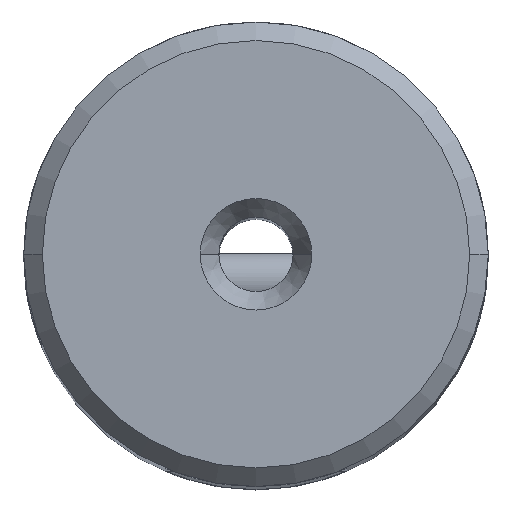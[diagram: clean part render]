
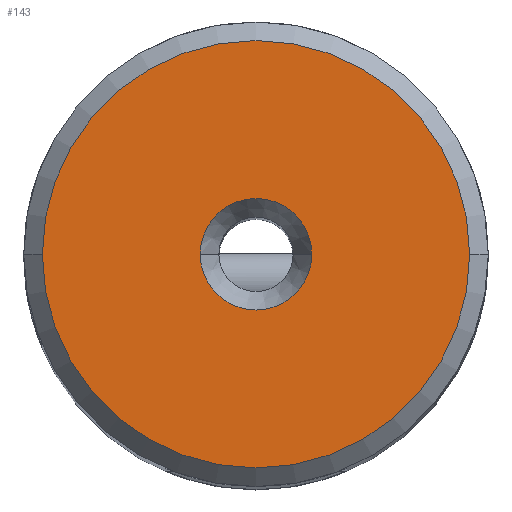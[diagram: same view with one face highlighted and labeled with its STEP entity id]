
A CAD part, top view. The second image highlights one B-rep face of the part: STEP entity #143.
In plain terms, the highlighted planar face has unit normal (0, 0, 1).
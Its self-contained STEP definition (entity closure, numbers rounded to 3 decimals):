
#35=PLANE('',#1688);
#60=FACE_BOUND('',#370,.T.);
#61=FACE_BOUND('',#371,.T.);
#143=ADVANCED_FACE('',(#60,#61),#35,.F.);
#370=EDGE_LOOP('',(#747,#748));
#371=EDGE_LOOP('',(#749,#750));
#494=CIRCLE('',#1645,3.);
#495=CIRCLE('',#1647,11.493);
#518=CIRCLE('',#1685,11.493);
#519=CIRCLE('',#1687,3.);
#747=ORIENTED_EDGE('',*,*,#1247,.F.);
#748=ORIENTED_EDGE('',*,*,#1320,.F.);
#749=ORIENTED_EDGE('',*,*,#1245,.T.);
#750=ORIENTED_EDGE('',*,*,#1321,.T.);
#1085=VERTEX_POINT('',#2534);
#1086=VERTEX_POINT('',#2536);
#1087=VERTEX_POINT('',#2540);
#1088=VERTEX_POINT('',#2541);
#1245=EDGE_CURVE('',#1086,#1085,#494,.T.);
#1247=EDGE_CURVE('',#1087,#1088,#495,.T.);
#1320=EDGE_CURVE('',#1088,#1087,#518,.T.);
#1321=EDGE_CURVE('',#1085,#1086,#519,.T.);
#1645=AXIS2_PLACEMENT_3D('',#2535,#1894,#1895);
#1647=AXIS2_PLACEMENT_3D('',#2539,#1899,#1900);
#1685=AXIS2_PLACEMENT_3D('',#2762,#1999,#2000);
#1687=AXIS2_PLACEMENT_3D('',#2764,#2003,#2004);
#1688=AXIS2_PLACEMENT_3D('',#2765,#2005,#2006);
#1894=DIRECTION('',(0.,0.,-1.));
#1895=DIRECTION('',(-1.,0.,0.));
#1899=DIRECTION('',(0.,0.,-1.));
#1900=DIRECTION('',(-1.,0.,0.));
#1999=DIRECTION('',(0.,0.,-1.));
#2000=DIRECTION('',(-1.,0.,0.));
#2003=DIRECTION('',(0.,0.,-1.));
#2004=DIRECTION('',(-1.,0.,0.));
#2005=DIRECTION('',(0.,0.,-1.));
#2006=DIRECTION('',(1.,0.,0.));
#2534=CARTESIAN_POINT('',(-3.,0.,0.));
#2535=CARTESIAN_POINT('',(0.,0.,0.));
#2536=CARTESIAN_POINT('',(3.,0.,0.));
#2539=CARTESIAN_POINT('',(0.,0.,0.));
#2540=CARTESIAN_POINT('',(-11.493,0.,0.));
#2541=CARTESIAN_POINT('',(11.493,0.,0.));
#2762=CARTESIAN_POINT('',(0.,0.,0.));
#2764=CARTESIAN_POINT('',(0.,0.,0.));
#2765=CARTESIAN_POINT('',(0.,3.,0.));
